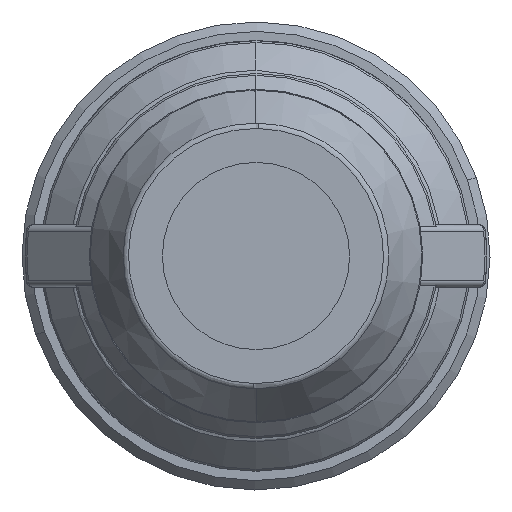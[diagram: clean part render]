
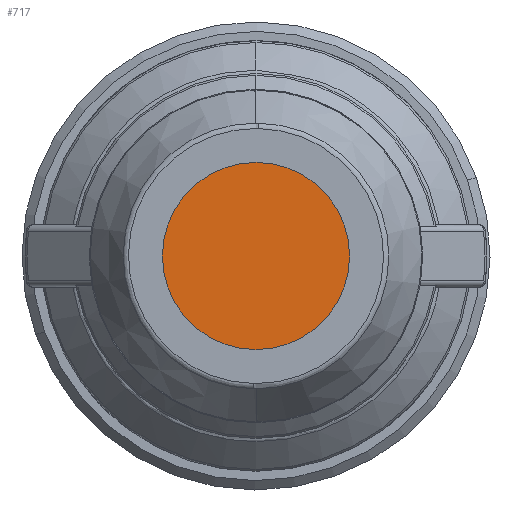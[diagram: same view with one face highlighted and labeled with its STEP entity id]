
A CAD part, front view. The second image highlights one B-rep face of the part: STEP entity #717.
In plain terms, the highlighted planar face has unit normal (0, -1, 0).
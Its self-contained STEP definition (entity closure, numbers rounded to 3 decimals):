
#717=ADVANCED_FACE('',(#974),#934,.T.);
#934=PLANE('',#3522);
#974=FACE_OUTER_BOUND('',#1142,.T.);
#1142=EDGE_LOOP('',(#1421));
#1421=ORIENTED_EDGE('',*,*,#2750,.F.);
#2409=VERTEX_POINT('',#5076);
#2750=EDGE_CURVE('',#2409,#2409,#3244,.T.);
#3244=CIRCLE('',#3521,3.);
#3521=AXIS2_PLACEMENT_3D('',#5075,#4004,#4005);
#3522=AXIS2_PLACEMENT_3D('',#5077,#4006,#4007);
#4004=DIRECTION('',(0.,1.,0.));
#4005=DIRECTION('',(1.,0.,0.));
#4006=DIRECTION('',(0.,-1.,0.));
#4007=DIRECTION('',(0.,0.,-1.));
#5075=CARTESIAN_POINT('',(0.,-98.7,0.));
#5076=CARTESIAN_POINT('',(3.,-98.7,0.));
#5077=CARTESIAN_POINT('',(0.,-98.7,0.));
